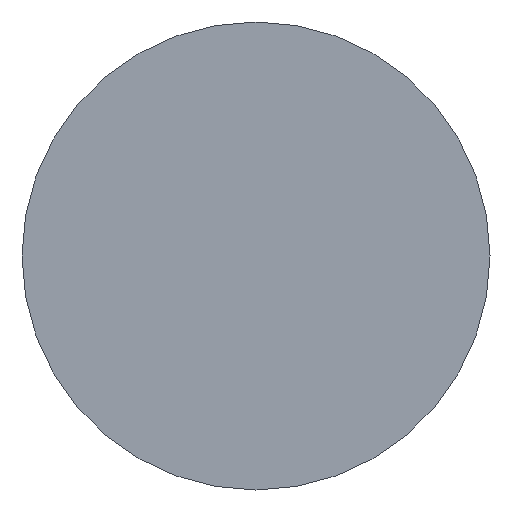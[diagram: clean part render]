
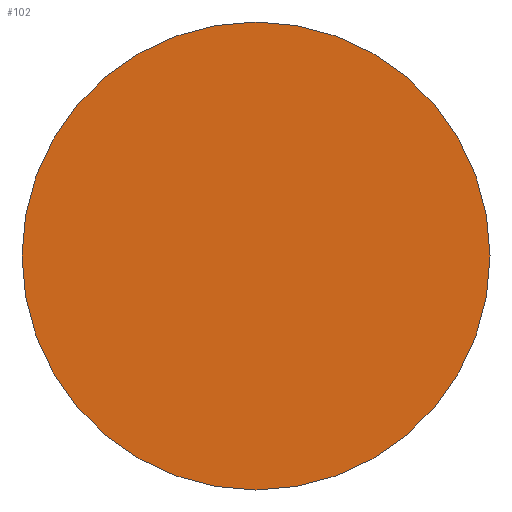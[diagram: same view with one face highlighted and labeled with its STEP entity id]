
A CAD part, front view. The second image highlights one B-rep face of the part: STEP entity #102.
In plain terms, the highlighted planar face has unit normal (0, -1, 0).
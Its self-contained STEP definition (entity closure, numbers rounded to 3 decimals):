
#17=PLANE('',#131);
#28=FACE_OUTER_BOUND('',#35,.T.);
#35=EDGE_LOOP('',(#88,#89));
#43=CIRCLE('',#126,7.);
#44=CIRCLE('',#127,7.);
#53=VERTEX_POINT('',#186);
#54=VERTEX_POINT('',#188);
#65=EDGE_CURVE('',#53,#54,#43,.T.);
#66=EDGE_CURVE('',#54,#53,#44,.T.);
#88=ORIENTED_EDGE('',*,*,#66,.F.);
#89=ORIENTED_EDGE('',*,*,#65,.F.);
#102=ADVANCED_FACE('',(#28),#17,.T.);
#126=AXIS2_PLACEMENT_3D('',#189,#153,#154);
#127=AXIS2_PLACEMENT_3D('',#190,#155,#156);
#131=AXIS2_PLACEMENT_3D('',#196,#163,#164);
#153=DIRECTION('center_axis',(0.,1.,0.));
#154=DIRECTION('ref_axis',(1.,0.,0.));
#155=DIRECTION('center_axis',(0.,1.,0.));
#156=DIRECTION('ref_axis',(1.,0.,0.));
#163=DIRECTION('center_axis',(0.,-1.,0.));
#164=DIRECTION('ref_axis',(0.,0.,-1.));
#186=CARTESIAN_POINT('',(0.,0.,25.));
#188=CARTESIAN_POINT('',(0.,0.,39.));
#189=CARTESIAN_POINT('Origin',(0.,0.,32.));
#190=CARTESIAN_POINT('Origin',(0.,0.,32.));
#196=CARTESIAN_POINT('Origin',(0.,0.,39.));
